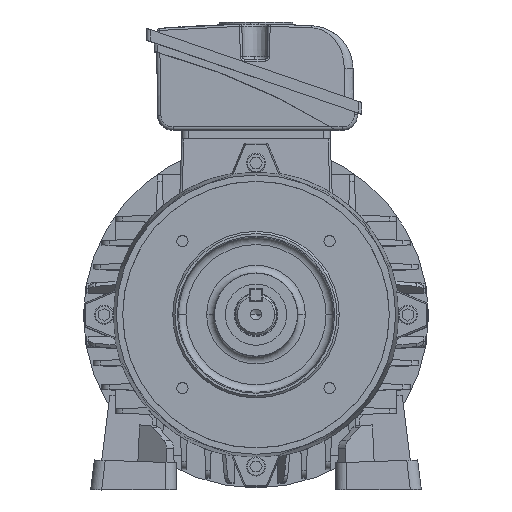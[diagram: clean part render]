
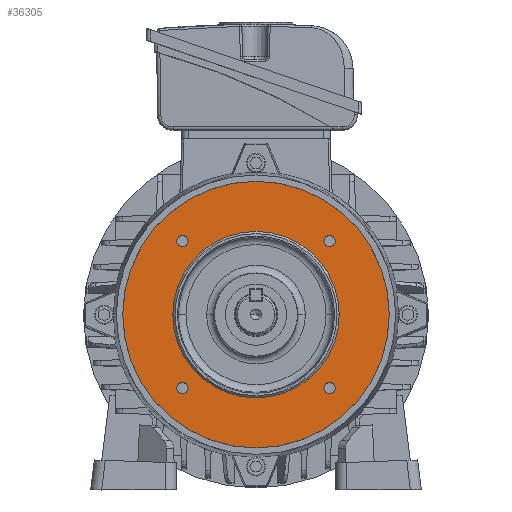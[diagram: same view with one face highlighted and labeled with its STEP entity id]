
A CAD part, top view. The second image highlights one B-rep face of the part: STEP entity #36305.
In plain terms, the highlighted planar face has unit normal (0, 0, 1).
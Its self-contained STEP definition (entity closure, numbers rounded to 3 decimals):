
#71 = DIRECTION ( 'NONE',  ( 0., 0., 1. ) ) ;
#184 = CIRCLE ( 'NONE', #23148, 38.1 ) ;
#445 = AXIS2_PLACEMENT_3D ( 'NONE', #41259, #45646, #28156 ) ;
#913 = AXIS2_PLACEMENT_3D ( 'NONE', #16635, #43590, #56765 ) ;
#959 = VERTEX_POINT ( 'NONE', #21777 ) ;
#2278 = CARTESIAN_POINT ( 'NONE',  ( 38.1, 0., 7.1 ) ) ;
#4240 = DIRECTION ( 'NONE',  ( 1., 0., 0. ) ) ;
#4665 = DIRECTION ( 'NONE',  ( 0., 0., -1. ) ) ;
#5116 = DIRECTION ( 'NONE',  ( 0., 0., 1. ) ) ;
#5993 = CIRCLE ( 'NONE', #36388, 2.553 ) ;
#6013 = VERTEX_POINT ( 'NONE', #14745 ) ;
#6116 = CARTESIAN_POINT ( 'NONE',  ( -61.026, 0., 7.1 ) ) ;
#6204 = EDGE_CURVE ( 'NONE', #34724, #40581, #23356, .T. ) ;
#7482 = FACE_BOUND ( 'NONE', #37196, .T. ) ;
#7524 = ORIENTED_EDGE ( 'NONE', *, *, #57823, .F. ) ;
#7637 = VERTEX_POINT ( 'NONE', #14433 ) ;
#8018 = DIRECTION ( 'NONE',  ( 1., 0., 0. ) ) ;
#8687 = ORIENTED_EDGE ( 'NONE', *, *, #49468, .F. ) ;
#8835 = FACE_BOUND ( 'NONE', #8840, .T. ) ;
#8840 = EDGE_LOOP ( 'NONE', ( #7524, #24204 ) ) ;
#8968 = CIRCLE ( 'NONE', #49458, 61.026 ) ;
#9095 = VERTEX_POINT ( 'NONE', #38369 ) ;
#9409 = DIRECTION ( 'NONE',  ( -1., 0., 0. ) ) ;
#9498 = CARTESIAN_POINT ( 'NONE',  ( -36.211, 33.658, 7.1 ) ) ;
#10715 = EDGE_CURVE ( 'NONE', #30473, #959, #58248, .T. ) ;
#10878 = EDGE_CURVE ( 'NONE', #7637, #45196, #16320, .T. ) ;
#11686 = DIRECTION ( 'NONE',  ( 1., 0., 0. ) ) ;
#12014 = DIRECTION ( 'NONE',  ( 1., 0., 0. ) ) ;
#12094 = CIRCLE ( 'NONE', #445, 2.553 ) ;
#12308 = CARTESIAN_POINT ( 'NONE',  ( 36.211, -33.658, 7.1 ) ) ;
#13125 = CARTESIAN_POINT ( 'NONE',  ( 33.658, 33.658, 7.1 ) ) ;
#13308 = AXIS2_PLACEMENT_3D ( 'NONE', #36926, #5116, #40737 ) ;
#13732 = DIRECTION ( 'NONE',  ( -1., 0., 0. ) ) ;
#13971 = CARTESIAN_POINT ( 'NONE',  ( 0., 0., 7.1 ) ) ;
#14433 = CARTESIAN_POINT ( 'NONE',  ( 61.026, 0., 7.1 ) ) ;
#14745 = CARTESIAN_POINT ( 'NONE',  ( 31.106, -33.658, 7.1 ) ) ;
#16124 = EDGE_CURVE ( 'NONE', #959, #30473, #22590, .T. ) ;
#16320 = CIRCLE ( 'NONE', #32890, 61.026 ) ;
#16635 = CARTESIAN_POINT ( 'NONE',  ( -33.658, 33.658, 7.1 ) ) ;
#17708 = CARTESIAN_POINT ( 'NONE',  ( 0., 0., 7.1 ) ) ;
#19038 = ORIENTED_EDGE ( 'NONE', *, *, #23561, .F. ) ;
#19185 = CIRCLE ( 'NONE', #31230, 2.553 ) ;
#20121 = DIRECTION ( 'NONE',  ( 0., 0., 1. ) ) ;
#21080 = DIRECTION ( 'NONE',  ( 0., 0., 1. ) ) ;
#21243 = ORIENTED_EDGE ( 'NONE', *, *, #50230, .F. ) ;
#21756 = EDGE_LOOP ( 'NONE', ( #50707, #25429 ) ) ;
#21777 = CARTESIAN_POINT ( 'NONE',  ( -31.106, 33.658, 7.1 ) ) ;
#22194 = DIRECTION ( 'NONE',  ( 1., 0., 0. ) ) ;
#22590 = CIRCLE ( 'NONE', #913, 2.553 ) ;
#22927 = CARTESIAN_POINT ( 'NONE',  ( -33.658, -33.658, 7.1 ) ) ;
#23148 = AXIS2_PLACEMENT_3D ( 'NONE', #17708, #27153, #13732 ) ;
#23356 = CIRCLE ( 'NONE', #32269, 2.553 ) ;
#23561 = EDGE_CURVE ( 'NONE', #6013, #37808, #43175, .T. ) ;
#23773 = VERTEX_POINT ( 'NONE', #42898 ) ;
#24204 = ORIENTED_EDGE ( 'NONE', *, *, #6204, .F. ) ;
#25429 = ORIENTED_EDGE ( 'NONE', *, *, #10878, .T. ) ;
#25786 = EDGE_LOOP ( 'NONE', ( #33651, #19038 ) ) ;
#26611 = EDGE_LOOP ( 'NONE', ( #27007, #45439 ) ) ;
#27007 = ORIENTED_EDGE ( 'NONE', *, *, #41911, .T. ) ;
#27101 = DIRECTION ( 'NONE',  ( 0., 0., 1. ) ) ;
#27153 = DIRECTION ( 'NONE',  ( 0., 0., -1. ) ) ;
#27441 = CARTESIAN_POINT ( 'NONE',  ( -31.106, -33.658, 7.1 ) ) ;
#28156 = DIRECTION ( 'NONE',  ( 1., 0., 0. ) ) ;
#30473 = VERTEX_POINT ( 'NONE', #9498 ) ;
#30584 = CARTESIAN_POINT ( 'NONE',  ( -33.658, 33.658, 7.1 ) ) ;
#30669 = AXIS2_PLACEMENT_3D ( 'NONE', #30584, #21080, #8018 ) ;
#31230 = AXIS2_PLACEMENT_3D ( 'NONE', #56890, #20121, #12014 ) ;
#32269 = AXIS2_PLACEMENT_3D ( 'NONE', #13125, #71, #4240 ) ;
#32890 = AXIS2_PLACEMENT_3D ( 'NONE', #50614, #54646, #45626 ) ;
#33610 = FACE_BOUND ( 'NONE', #25786, .T. ) ;
#33651 = ORIENTED_EDGE ( 'NONE', *, *, #55294, .F. ) ;
#34388 = VERTEX_POINT ( 'NONE', #2278 ) ;
#34724 = VERTEX_POINT ( 'NONE', #46003 ) ;
#36305 = ADVANCED_FACE ( 'NONE', ( #7482, #8835, #33610, #47156, #55749, #39311 ), #58930, .T. ) ;
#36388 = AXIS2_PLACEMENT_3D ( 'NONE', #50567, #27101, #45761 ) ;
#36746 = DIRECTION ( 'NONE',  ( 1., 0., 0. ) ) ;
#36926 = CARTESIAN_POINT ( 'NONE',  ( 0., -70., 7.1 ) ) ;
#37196 = EDGE_LOOP ( 'NONE', ( #56878, #57164 ) ) ;
#37395 = CIRCLE ( 'NONE', #51439, 2.553 ) ;
#37808 = VERTEX_POINT ( 'NONE', #12308 ) ;
#38311 = EDGE_CURVE ( 'NONE', #45196, #7637, #8968, .T. ) ;
#38369 = CARTESIAN_POINT ( 'NONE',  ( -36.211, -33.658, 7.1 ) ) ;
#38771 = CARTESIAN_POINT ( 'NONE',  ( 33.658, -33.658, 7.1 ) ) ;
#38820 = VERTEX_POINT ( 'NONE', #27441 ) ;
#39311 = FACE_OUTER_BOUND ( 'NONE', #21756, .T. ) ;
#39602 = AXIS2_PLACEMENT_3D ( 'NONE', #38771, #43580, #11686 ) ;
#40454 = AXIS2_PLACEMENT_3D ( 'NONE', #13971, #4665, #9409 ) ;
#40548 = CIRCLE ( 'NONE', #40454, 38.1 ) ;
#40581 = VERTEX_POINT ( 'NONE', #53992 ) ;
#40737 = DIRECTION ( 'NONE',  ( 1., 0., 0. ) ) ;
#41259 = CARTESIAN_POINT ( 'NONE',  ( 33.658, 33.658, 7.1 ) ) ;
#41911 = EDGE_CURVE ( 'NONE', #23773, #34388, #40548, .T. ) ;
#42356 = EDGE_LOOP ( 'NONE', ( #8687, #21243 ) ) ;
#42898 = CARTESIAN_POINT ( 'NONE',  ( -38.1, 0., 7.1 ) ) ;
#43175 = CIRCLE ( 'NONE', #39602, 2.553 ) ;
#43580 = DIRECTION ( 'NONE',  ( 0., 0., 1. ) ) ;
#43590 = DIRECTION ( 'NONE',  ( 0., 0., 1. ) ) ;
#44991 = CARTESIAN_POINT ( 'NONE',  ( 0., 0., 7.1 ) ) ;
#45196 = VERTEX_POINT ( 'NONE', #6116 ) ;
#45439 = ORIENTED_EDGE ( 'NONE', *, *, #56253, .T. ) ;
#45626 = DIRECTION ( 'NONE',  ( 1., 0., 0. ) ) ;
#45646 = DIRECTION ( 'NONE',  ( 0., 0., 1. ) ) ;
#45761 = DIRECTION ( 'NONE',  ( 1., 0., 0. ) ) ;
#46003 = CARTESIAN_POINT ( 'NONE',  ( 31.106, 33.658, 7.1 ) ) ;
#47156 = FACE_BOUND ( 'NONE', #42356, .T. ) ;
#49403 = DIRECTION ( 'NONE',  ( 0., 0., 1. ) ) ;
#49458 = AXIS2_PLACEMENT_3D ( 'NONE', #44991, #49403, #22194 ) ;
#49468 = EDGE_CURVE ( 'NONE', #38820, #9095, #19185, .T. ) ;
#50230 = EDGE_CURVE ( 'NONE', #9095, #38820, #37395, .T. ) ;
#50567 = CARTESIAN_POINT ( 'NONE',  ( 33.658, -33.658, 7.1 ) ) ;
#50614 = CARTESIAN_POINT ( 'NONE',  ( 0., 0., 7.1 ) ) ;
#50707 = ORIENTED_EDGE ( 'NONE', *, *, #38311, .T. ) ;
#51439 = AXIS2_PLACEMENT_3D ( 'NONE', #22927, #54929, #36746 ) ;
#53992 = CARTESIAN_POINT ( 'NONE',  ( 36.211, 33.658, 7.1 ) ) ;
#54646 = DIRECTION ( 'NONE',  ( 0., 0., 1. ) ) ;
#54929 = DIRECTION ( 'NONE',  ( 0., 0., 1. ) ) ;
#55294 = EDGE_CURVE ( 'NONE', #37808, #6013, #5993, .T. ) ;
#55749 = FACE_BOUND ( 'NONE', #26611, .T. ) ;
#56253 = EDGE_CURVE ( 'NONE', #34388, #23773, #184, .T. ) ;
#56765 = DIRECTION ( 'NONE',  ( 1., 0., 0. ) ) ;
#56878 = ORIENTED_EDGE ( 'NONE', *, *, #16124, .F. ) ;
#56890 = CARTESIAN_POINT ( 'NONE',  ( -33.658, -33.658, 7.1 ) ) ;
#57164 = ORIENTED_EDGE ( 'NONE', *, *, #10715, .F. ) ;
#57823 = EDGE_CURVE ( 'NONE', #40581, #34724, #12094, .T. ) ;
#58248 = CIRCLE ( 'NONE', #30669, 2.553 ) ;
#58930 = PLANE ( 'NONE',  #13308 ) ;
